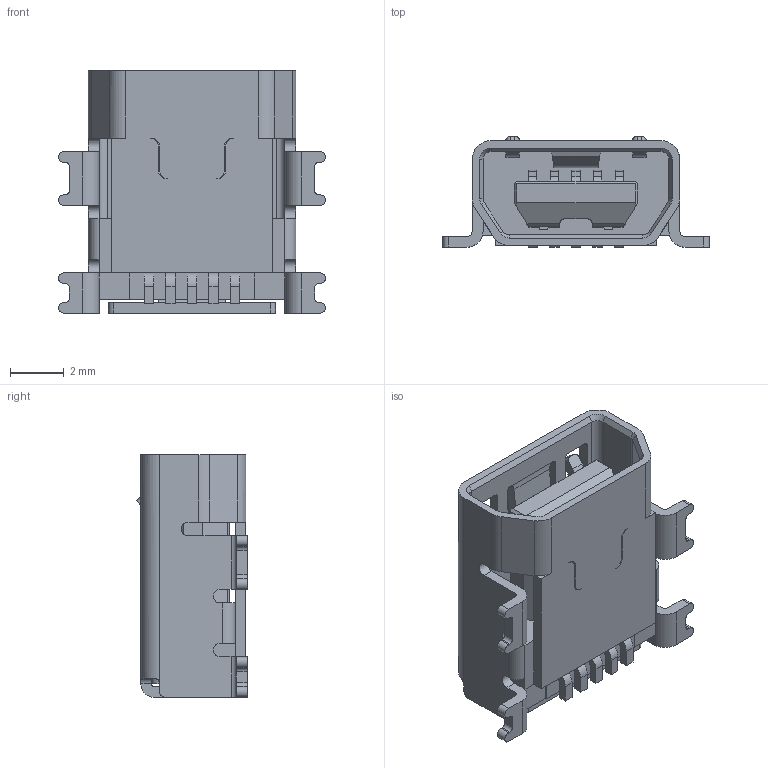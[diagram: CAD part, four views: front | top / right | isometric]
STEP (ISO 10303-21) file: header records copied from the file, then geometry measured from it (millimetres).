
FILE_DESCRIPTION((''),'2;1');
FILE_NAME('C-1775051-1','2011-12-13T',('workeradm'),('Tyco Electronics Ltd.'),'PRO/ENGINEER BY PARAMETRIC TECHNOLOGY CORPORATION, 2010430','PRO/ENGINEER BY PARAMETRIC TECHNOLOGY CORPORATION, 2010430','');
FILE_SCHEMA(('AUTOMOTIVE_DESIGN { 1 0 10303 214 1 1 1 1 }'));
Length unit declared in the file: millimetre
Products named in the file (1): C-1775051-1
Bounding box: 9.9 x 4.1 x 9 mm (x, y, z)
Volume: 166.5 mm3; surface area: 486.5 mm2
Topology: 1 solids, 1 shells, 356 faces, 1011 edges, 660 vertices
Faces by surface type: plane 215, cylinder 135, cone 6
Entity records: 11911 total; most frequent: CARTESIAN_POINT 2208, ORIENTED_EDGE 2022, DIRECTION 1931, EDGE_CURVE 1011, VECTOR 731, LINE 731, VERTEX_POINT 660, AXIS2_PLACEMENT_3D 600
